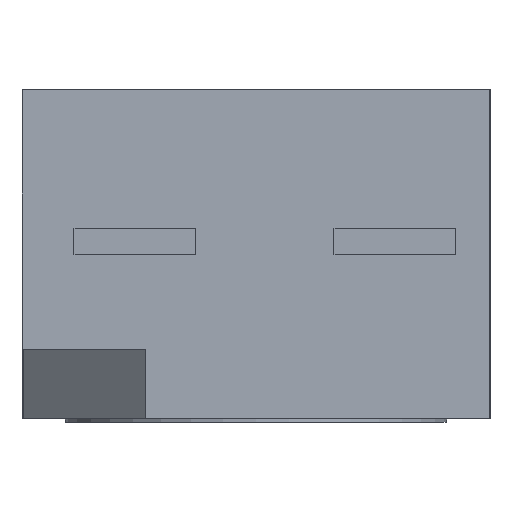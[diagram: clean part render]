
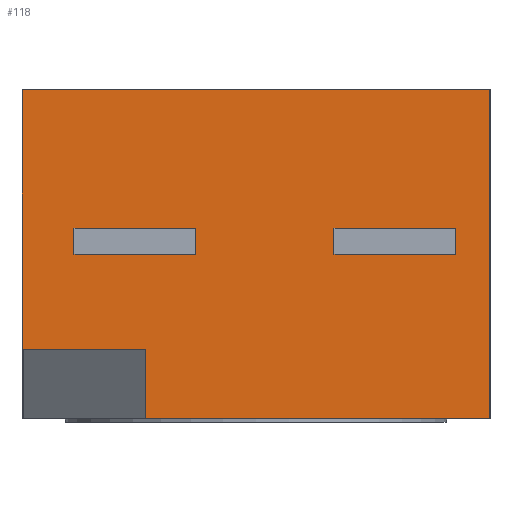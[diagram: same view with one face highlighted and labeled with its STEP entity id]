
A CAD part, left-side view. The second image highlights one B-rep face of the part: STEP entity #118.
In plain terms, the highlighted planar face has unit normal (-1, 0, 0).
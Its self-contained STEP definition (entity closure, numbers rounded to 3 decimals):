
#54 = EDGE_CURVE('',#55,#57,#59,.T.);
#55 = VERTEX_POINT('',#56);
#56 = CARTESIAN_POINT('',(-1.6,0.686,-0.94));
#57 = VERTEX_POINT('',#58);
#58 = CARTESIAN_POINT('',(-1.6,-1.3,-0.94));
#59 = LINE('',#60,#61);
#60 = CARTESIAN_POINT('',(-1.6,1.4,-0.94));
#61 = VECTOR('',#62,1.);
#62 = DIRECTION('',(0.,-1.,0.));
#118 = ADVANCED_FACE('',(#119,#160,#194),#228,.F.);
#119 = FACE_BOUND('',#120,.F.);
#120 = EDGE_LOOP('',(#121,#131,#139,#145,#146,#154));
#121 = ORIENTED_EDGE('',*,*,#122,.F.);
#122 = EDGE_CURVE('',#123,#125,#127,.T.);
#123 = VERTEX_POINT('',#124);
#124 = CARTESIAN_POINT('',(-1.6,1.4,0.96));
#125 = VERTEX_POINT('',#126);
#126 = CARTESIAN_POINT('',(-1.6,1.4,-0.54));
#127 = LINE('',#128,#129);
#128 = CARTESIAN_POINT('',(-1.6,1.4,0.96));
#129 = VECTOR('',#130,1.);
#130 = DIRECTION('',(0.,0.,-1.));
#131 = ORIENTED_EDGE('',*,*,#132,.T.);
#132 = EDGE_CURVE('',#123,#133,#135,.T.);
#133 = VERTEX_POINT('',#134);
#134 = CARTESIAN_POINT('',(-1.6,-1.3,0.96));
#135 = LINE('',#136,#137);
#136 = CARTESIAN_POINT('',(-1.6,1.4,0.96));
#137 = VECTOR('',#138,1.);
#138 = DIRECTION('',(0.,-1.,0.));
#139 = ORIENTED_EDGE('',*,*,#140,.T.);
#140 = EDGE_CURVE('',#133,#57,#141,.T.);
#141 = LINE('',#142,#143);
#142 = CARTESIAN_POINT('',(-1.6,-1.3,0.96));
#143 = VECTOR('',#144,1.);
#144 = DIRECTION('',(0.,0.,-1.));
#145 = ORIENTED_EDGE('',*,*,#54,.F.);
#146 = ORIENTED_EDGE('',*,*,#147,.F.);
#147 = EDGE_CURVE('',#148,#55,#150,.T.);
#148 = VERTEX_POINT('',#149);
#149 = CARTESIAN_POINT('',(-1.6,0.686,-0.54));
#150 = LINE('',#151,#152);
#151 = CARTESIAN_POINT('',(-1.6,0.686,-0.54));
#152 = VECTOR('',#153,1.);
#153 = DIRECTION('',(0.,0.,-1.));
#154 = ORIENTED_EDGE('',*,*,#155,.T.);
#155 = EDGE_CURVE('',#148,#125,#156,.T.);
#156 = LINE('',#157,#158);
#157 = CARTESIAN_POINT('',(-1.6,1.75,-0.54));
#158 = VECTOR('',#159,1.);
#159 = DIRECTION('',(0.,1.,0.));
#160 = FACE_BOUND('',#161,.F.);
#161 = EDGE_LOOP('',(#162,#172,#180,#188));
#162 = ORIENTED_EDGE('',*,*,#163,.T.);
#163 = EDGE_CURVE('',#164,#166,#168,.T.);
#164 = VERTEX_POINT('',#165);
#165 = CARTESIAN_POINT('',(-1.6,-0.4,0.16));
#166 = VERTEX_POINT('',#167);
#167 = CARTESIAN_POINT('',(-1.6,-0.4,0.01));
#168 = LINE('',#169,#170);
#169 = CARTESIAN_POINT('',(-1.6,-0.4,0.16));
#170 = VECTOR('',#171,1.);
#171 = DIRECTION('',(0.,0.,-1.));
#172 = ORIENTED_EDGE('',*,*,#173,.T.);
#173 = EDGE_CURVE('',#166,#174,#176,.T.);
#174 = VERTEX_POINT('',#175);
#175 = CARTESIAN_POINT('',(-1.6,-1.1,0.01));
#176 = LINE('',#177,#178);
#177 = CARTESIAN_POINT('',(-1.6,-0.4,0.01));
#178 = VECTOR('',#179,1.);
#179 = DIRECTION('',(0.,-1.,0.));
#180 = ORIENTED_EDGE('',*,*,#181,.F.);
#181 = EDGE_CURVE('',#182,#174,#184,.T.);
#182 = VERTEX_POINT('',#183);
#183 = CARTESIAN_POINT('',(-1.6,-1.1,0.16));
#184 = LINE('',#185,#186);
#185 = CARTESIAN_POINT('',(-1.6,-1.1,0.16));
#186 = VECTOR('',#187,1.);
#187 = DIRECTION('',(0.,0.,-1.));
#188 = ORIENTED_EDGE('',*,*,#189,.F.);
#189 = EDGE_CURVE('',#164,#182,#190,.T.);
#190 = LINE('',#191,#192);
#191 = CARTESIAN_POINT('',(-1.6,-0.4,0.16));
#192 = VECTOR('',#193,1.);
#193 = DIRECTION('',(0.,-1.,0.));
#194 = FACE_BOUND('',#195,.F.);
#195 = EDGE_LOOP('',(#196,#206,#214,#222));
#196 = ORIENTED_EDGE('',*,*,#197,.T.);
#197 = EDGE_CURVE('',#198,#200,#202,.T.);
#198 = VERTEX_POINT('',#199);
#199 = CARTESIAN_POINT('',(-1.6,1.1,0.16));
#200 = VERTEX_POINT('',#201);
#201 = CARTESIAN_POINT('',(-1.6,1.1,0.01));
#202 = LINE('',#203,#204);
#203 = CARTESIAN_POINT('',(-1.6,1.1,0.16));
#204 = VECTOR('',#205,1.);
#205 = DIRECTION('',(0.,0.,-1.));
#206 = ORIENTED_EDGE('',*,*,#207,.T.);
#207 = EDGE_CURVE('',#200,#208,#210,.T.);
#208 = VERTEX_POINT('',#209);
#209 = CARTESIAN_POINT('',(-1.6,0.4,0.01));
#210 = LINE('',#211,#212);
#211 = CARTESIAN_POINT('',(-1.6,1.1,0.01));
#212 = VECTOR('',#213,1.);
#213 = DIRECTION('',(0.,-1.,0.));
#214 = ORIENTED_EDGE('',*,*,#215,.F.);
#215 = EDGE_CURVE('',#216,#208,#218,.T.);
#216 = VERTEX_POINT('',#217);
#217 = CARTESIAN_POINT('',(-1.6,0.4,0.16));
#218 = LINE('',#219,#220);
#219 = CARTESIAN_POINT('',(-1.6,0.4,0.16));
#220 = VECTOR('',#221,1.);
#221 = DIRECTION('',(0.,0.,-1.));
#222 = ORIENTED_EDGE('',*,*,#223,.F.);
#223 = EDGE_CURVE('',#198,#216,#224,.T.);
#224 = LINE('',#225,#226);
#225 = CARTESIAN_POINT('',(-1.6,1.1,0.16));
#226 = VECTOR('',#227,1.);
#227 = DIRECTION('',(0.,-1.,0.));
#228 = PLANE('',#229);
#229 = AXIS2_PLACEMENT_3D('',#230,#231,#232);
#230 = CARTESIAN_POINT('',(-1.6,1.4,0.96));
#231 = DIRECTION('',(1.,0.,0.));
#232 = DIRECTION('',(0.,0.,-1.));
